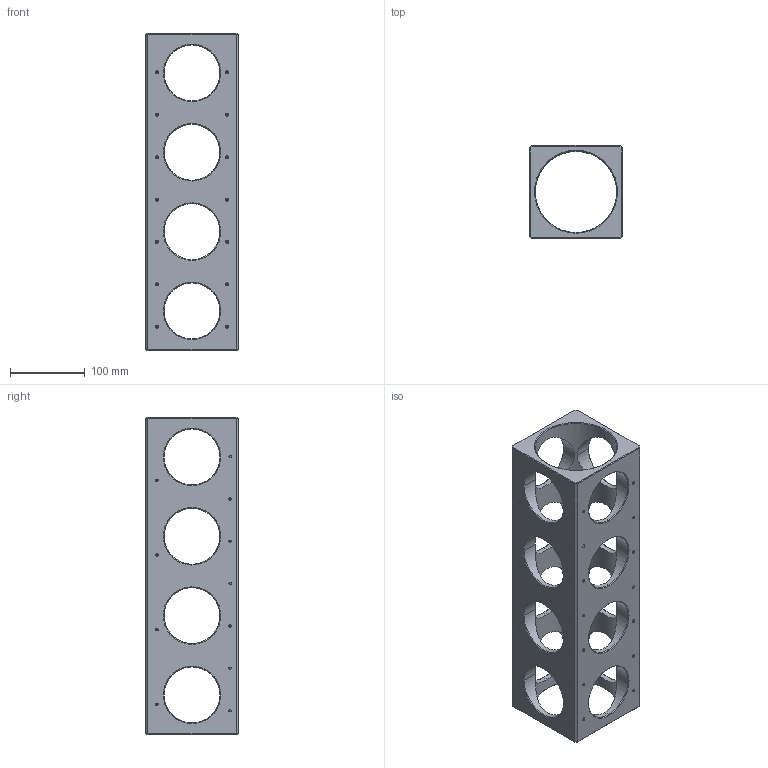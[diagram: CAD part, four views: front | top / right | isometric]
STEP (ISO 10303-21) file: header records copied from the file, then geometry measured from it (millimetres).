
FILE_DESCRIPTION (( 'STEP AP203' ), '1' );
FILE_NAME ('comet_mass_model_lumped_25092019.STEP', '2019-09-26T10:33:56', ( '' ), ( '' ), 'SwSTEP 2.0', 'SolidWorks 2018', '' );
FILE_SCHEMA (( 'CONFIG_CONTROL_DESIGN' ));
Length unit declared in the file: millimetre
Products named in the file (1): comet_mass_model_lumped_25092019
Bounding box: 124 x 124 x 425 mm (x, y, z)
Volume: 1771395.3 mm3; surface area: 276555 mm2
Topology: 1 solids, 1 shells, 316 faces, 766 edges, 444 vertices
Faces by surface type: cone 168, cylinder 122, plane 26
Entity records: 12739 total; most frequent: CARTESIAN_POINT 5299, ORIENTED_EDGE 1532, DIRECTION 1528, EDGE_CURVE 766, AXIS2_PLACEMENT_3D 609, VERTEX_POINT 444, EDGE_LOOP 386, FACE_OUTER_BOUND 316
